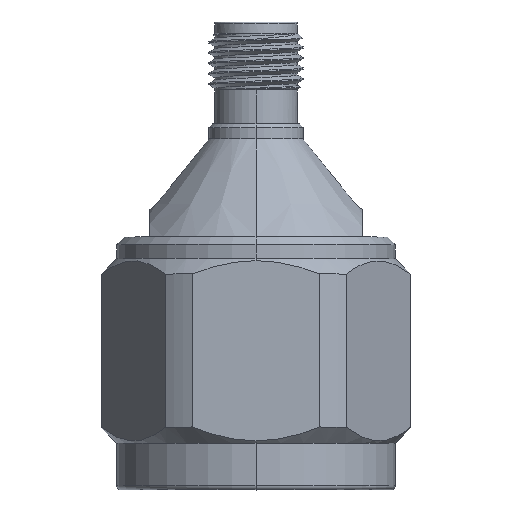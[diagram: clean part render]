
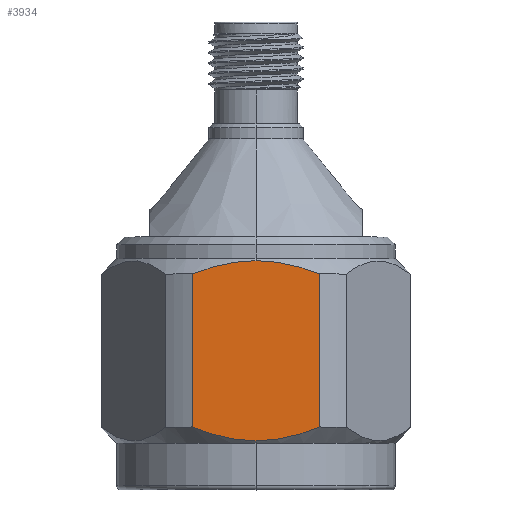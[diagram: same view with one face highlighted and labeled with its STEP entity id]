
A CAD part, top view. The second image highlights one B-rep face of the part: STEP entity #3934.
In plain terms, the highlighted planar face has unit normal (0, 0, 1).
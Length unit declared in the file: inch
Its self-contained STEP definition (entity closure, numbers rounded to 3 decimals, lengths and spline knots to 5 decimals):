
#53 = CARTESIAN_POINT ( 'NONE',  ( -0.11384, -0.75098, 0.375 ) ) ;
#59 = DIRECTION ( 'NONE',  ( 0., 0., 1. ) ) ;
#61 = CARTESIAN_POINT ( 'NONE',  ( 0.05778, -0.29424, 0.375 ) ) ;
#118 = CARTESIAN_POINT ( 'NONE',  ( 0.01455, -0.29016, 0.375 ) ) ;
#129 = DIRECTION ( 'NONE',  ( 0., -1., 0. ) ) ;
#192 = B_SPLINE_CURVE_WITH_KNOTS ( 'NONE', 3,
 ( #1799, #4274, #1331, #3424, #3408, #2985, #4234, #2626 ),
 .UNSPECIFIED., .F., .F.,
 ( 4, 2, 2, 4 ),
 ( 0.01241, 0.0146, 0.01569, 0.01678 ),
 .UNSPECIFIED. ) ;
#308 = LINE ( 'NONE', #3884, #2722 ) ;
#323 = CARTESIAN_POINT ( 'NONE',  ( 0., -0.29016, 0.375 ) ) ;
#343 = VERTEX_POINT ( 'NONE', #323 ) ;
#367 = CARTESIAN_POINT ( 'NONE',  ( -0.16832, -0.32548, 0.375 ) ) ;
#606 = ORIENTED_EDGE ( 'NONE', *, *, #4865, .T. ) ;
#668 = EDGE_CURVE ( 'NONE', #4837, #2875, #192, .T. ) ;
#755 = AXIS2_PLACEMENT_3D ( 'NONE', #3859, #59, #4680 ) ;
#834 = CARTESIAN_POINT ( 'NONE',  ( -0.15494, -0.73682, 0.375 ) ) ;
#934 = B_SPLINE_CURVE_WITH_KNOTS ( 'NONE', 3,
 ( #1936, #1547, #3613, #4064, #2834, #2012 ),
 .UNSPECIFIED., .F., .F.,
 ( 4, 2, 4 ),
 ( 0.00437, 0.00655, 0.00873 ),
 .UNSPECIFIED. ) ;
#990 = CARTESIAN_POINT ( 'NONE',  ( 0.14135, -0.31466, 0.375 ) ) ;
#1008 = B_SPLINE_CURVE_WITH_KNOTS ( 'NONE', 3,
 ( #1061, #990, #4747, #4853, #61, #1387, #118, #2897 ),
 .UNSPECIFIED., .F., .F.,
 ( 4, 2, 2, 4 ),
 ( 0., 0.00218, 0.00328, 0.00437 ),
 .UNSPECIFIED. ) ;
#1061 = CARTESIAN_POINT ( 'NONE',  ( 0.16832, -0.32548, 0.375 ) ) ;
#1106 = ORIENTED_EDGE ( 'NONE', *, *, #4016, .T. ) ;
#1209 = VECTOR ( 'NONE', #3425, 39.37008 ) ;
#1327 = CARTESIAN_POINT ( 'NONE',  ( -0.09998, -0.75488, 0.375 ) ) ;
#1331 = CARTESIAN_POINT ( 'NONE',  ( 0.05772, -0.76451, 0.375 ) ) ;
#1387 = CARTESIAN_POINT ( 'NONE',  ( 0.02913, -0.29101, 0.375 ) ) ;
#1485 = ORIENTED_EDGE ( 'NONE', *, *, #668, .T. ) ;
#1547 = CARTESIAN_POINT ( 'NONE',  ( -0.02908, -0.29016, 0.375 ) ) ;
#1686 = CARTESIAN_POINT ( 'NONE',  ( -0.02916, -0.76713, 0.375 ) ) ;
#1737 = CARTESIAN_POINT ( 'NONE',  ( 0., -0.76801, 0.375 ) ) ;
#1761 = CARTESIAN_POINT ( 'NONE',  ( 0.16832, -0.897, 0.375 ) ) ;
#1781 = EDGE_CURVE ( 'NONE', #3964, #343, #1008, .T. ) ;
#1799 = CARTESIAN_POINT ( 'NONE',  ( 0., -0.76801, 0.375 ) ) ;
#1936 = CARTESIAN_POINT ( 'NONE',  ( 0., -0.29016, 0.375 ) ) ;
#2012 = CARTESIAN_POINT ( 'NONE',  ( -0.16832, -0.32548, 0.375 ) ) ;
#2067 = CARTESIAN_POINT ( 'NONE',  ( -0.05781, -0.76376, 0.375 ) ) ;
#2071 = CARTESIAN_POINT ( 'NONE',  ( 0.16832, -0.73122, 0.375 ) ) ;
#2355 = ORIENTED_EDGE ( 'NONE', *, *, #1781, .T. ) ;
#2502 = CARTESIAN_POINT ( 'NONE',  ( -0.14129, -0.74196, 0.375 ) ) ;
#2556 = EDGE_LOOP ( 'NONE', ( #2355, #4091, #606, #3959, #1485, #1106 ) ) ;
#2565 = CARTESIAN_POINT ( 'NONE',  ( 0.16832, -0.32548, 0.375 ) ) ;
#2626 = CARTESIAN_POINT ( 'NONE',  ( 0.16832, -0.73122, 0.375 ) ) ;
#2653 = B_SPLINE_CURVE_WITH_KNOTS ( 'NONE', 3,
 ( #3813, #834, #2502, #53, #1327, #5086, #2067, #1686, #2900, #5049 ),
 .UNSPECIFIED., .F., .F.,
 ( 4, 2, 2, 2, 4 ),
 ( 0.00805, 0.00914, 0.01023, 0.01132, 0.01241 ),
 .UNSPECIFIED. ) ;
#2722 = VECTOR ( 'NONE', #129, 39.37008 ) ;
#2765 = EDGE_CURVE ( 'NONE', #343, #3291, #934, .T. ) ;
#2834 = CARTESIAN_POINT ( 'NONE',  ( -0.14134, -0.31465, 0.375 ) ) ;
#2875 = VERTEX_POINT ( 'NONE', #2071 ) ;
#2897 = CARTESIAN_POINT ( 'NONE',  ( 0., -0.29016, 0.375 ) ) ;
#2900 = CARTESIAN_POINT ( 'NONE',  ( -0.01457, -0.76801, 0.375 ) ) ;
#2985 = CARTESIAN_POINT ( 'NONE',  ( 0.14136, -0.74194, 0.375 ) ) ;
#3033 = PLANE ( 'NONE',  #755 ) ;
#3035 = FACE_OUTER_BOUND ( 'NONE', #2556, .T. ) ;
#3291 = VERTEX_POINT ( 'NONE', #367 ) ;
#3408 = CARTESIAN_POINT ( 'NONE',  ( 0.11374, -0.75101, 0.375 ) ) ;
#3424 = CARTESIAN_POINT ( 'NONE',  ( 0.09983, -0.75493, 0.375 ) ) ;
#3425 = DIRECTION ( 'NONE',  ( 0., 1., 0. ) ) ;
#3487 = LINE ( 'NONE', #1761, #1209 ) ;
#3613 = CARTESIAN_POINT ( 'NONE',  ( -0.05759, -0.2935, 0.375 ) ) ;
#3751 = VERTEX_POINT ( 'NONE', #4623 ) ;
#3813 = CARTESIAN_POINT ( 'NONE',  ( -0.16832, -0.73122, 0.375 ) ) ;
#3859 = CARTESIAN_POINT ( 'NONE',  ( -0.21651, -1.05408, 0.375 ) ) ;
#3884 = CARTESIAN_POINT ( 'NONE',  ( -0.16832, -0.897, 0.375 ) ) ;
#3934 = ADVANCED_FACE ( 'NONE', ( #3035 ), #3033, .T. ) ;
#3959 = ORIENTED_EDGE ( 'NONE', *, *, #4718, .T. ) ;
#3964 = VERTEX_POINT ( 'NONE', #2565 ) ;
#4016 = EDGE_CURVE ( 'NONE', #2875, #3964, #3487, .T. ) ;
#4064 = CARTESIAN_POINT ( 'NONE',  ( -0.11365, -0.30573, 0.375 ) ) ;
#4091 = ORIENTED_EDGE ( 'NONE', *, *, #2765, .T. ) ;
#4234 = CARTESIAN_POINT ( 'NONE',  ( 0.155, -0.73679, 0.375 ) ) ;
#4274 = CARTESIAN_POINT ( 'NONE',  ( 0.02916, -0.76801, 0.375 ) ) ;
#4623 = CARTESIAN_POINT ( 'NONE',  ( -0.16832, -0.73122, 0.375 ) ) ;
#4680 = DIRECTION ( 'NONE',  ( 1., 0., 0. ) ) ;
#4718 = EDGE_CURVE ( 'NONE', #3751, #4837, #2653, .T. ) ;
#4747 = CARTESIAN_POINT ( 'NONE',  ( 0.11394, -0.30582, 0.375 ) ) ;
#4837 = VERTEX_POINT ( 'NONE', #1737 ) ;
#4853 = CARTESIAN_POINT ( 'NONE',  ( 0.07193, -0.29662, 0.375 ) ) ;
#4865 = EDGE_CURVE ( 'NONE', #3291, #3751, #308, .T. ) ;
#5049 = CARTESIAN_POINT ( 'NONE',  ( 0., -0.76801, 0.375 ) ) ;
#5086 = CARTESIAN_POINT ( 'NONE',  ( -0.07197, -0.76127, 0.375 ) ) ;
